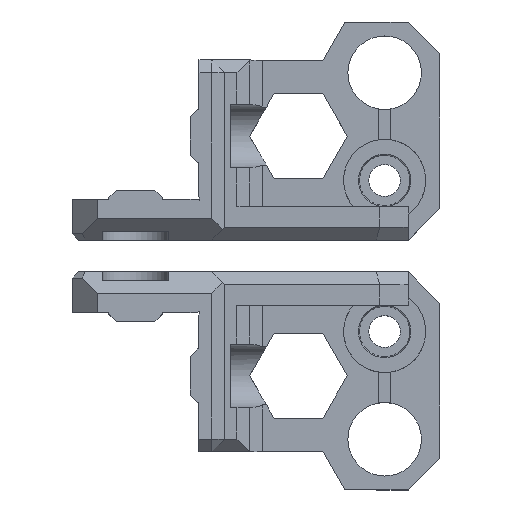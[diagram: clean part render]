
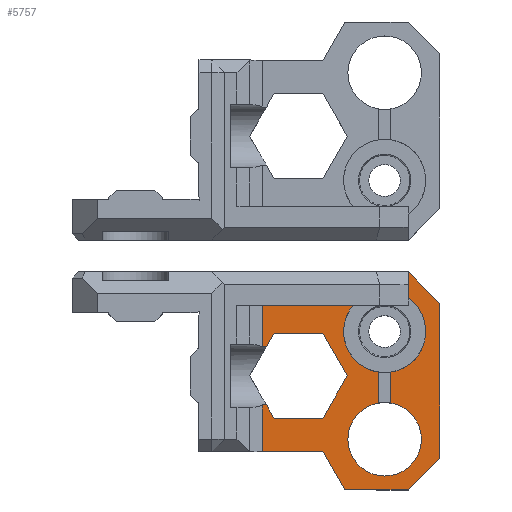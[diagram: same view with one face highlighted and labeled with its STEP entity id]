
A CAD part, top view. The second image highlights one B-rep face of the part: STEP entity #5757.
In plain terms, the highlighted face is planar.
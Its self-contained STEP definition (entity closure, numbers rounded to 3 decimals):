
#95=CIRCLE('',#6178,6.475);
#96=CIRCLE('',#6179,5.8);
#97=CIRCLE('',#6180,5.8);
#98=CIRCLE('',#6181,6.475);
#411=FACE_OUTER_BOUND('',#754,.T.);
#754=EDGE_LOOP('',(#4838,#4839,#4840,#4841,#4842,#4843,#4844,#4845,#4846,
#4847,#4848,#4849,#4850,#4851,#4852,#4853,#4854,#4855,#4856,#4857,#4858,
#4859,#4860,#4861));
#1376=LINE('',#9012,#2108);
#1378=LINE('',#9016,#2110);
#1380=LINE('',#9020,#2112);
#1439=LINE('',#9148,#2171);
#1445=LINE('',#9163,#2177);
#1446=LINE('',#9166,#2178);
#1447=LINE('',#9167,#2179);
#1448=LINE('',#9169,#2180);
#1449=LINE('',#9171,#2181);
#1450=LINE('',#9172,#2182);
#1451=LINE('',#9174,#2183);
#1452=LINE('',#9176,#2184);
#1453=LINE('',#9178,#2185);
#1454=LINE('',#9180,#2186);
#1455=LINE('',#9182,#2187);
#1456=LINE('',#9183,#2188);
#1457=LINE('',#9185,#2189);
#1458=LINE('',#9189,#2190);
#1459=LINE('',#9195,#2191);
#1460=LINE('',#9198,#2192);
#2108=VECTOR('',#7384,10.);
#2110=VECTOR('',#7388,10.);
#2112=VECTOR('',#7392,10.);
#2171=VECTOR('',#7489,10.);
#2177=VECTOR('',#7501,10.);
#2178=VECTOR('',#7504,10.);
#2179=VECTOR('',#7505,10.);
#2180=VECTOR('',#7506,10.);
#2181=VECTOR('',#7507,10.);
#2182=VECTOR('',#7508,10.);
#2183=VECTOR('',#7509,10.);
#2184=VECTOR('',#7510,10.);
#2185=VECTOR('',#7511,10.);
#2186=VECTOR('',#7512,10.);
#2187=VECTOR('',#7513,10.);
#2188=VECTOR('',#7514,10.);
#2189=VECTOR('',#7515,10.);
#2190=VECTOR('',#7518,10.);
#2191=VECTOR('',#7523,10.);
#2192=VECTOR('',#7526,10.);
#2674=VERTEX_POINT('',#9009);
#2675=VERTEX_POINT('',#9011);
#2676=VERTEX_POINT('',#9015);
#2677=VERTEX_POINT('',#9019);
#2693=VERTEX_POINT('',#9057);
#2724=VERTEX_POINT('',#9141);
#2727=VERTEX_POINT('',#9146);
#2731=VERTEX_POINT('',#9157);
#2733=VERTEX_POINT('',#9161);
#2734=VERTEX_POINT('',#9165);
#2735=VERTEX_POINT('',#9168);
#2736=VERTEX_POINT('',#9170);
#2737=VERTEX_POINT('',#9173);
#2738=VERTEX_POINT('',#9175);
#2739=VERTEX_POINT('',#9177);
#2740=VERTEX_POINT('',#9179);
#2741=VERTEX_POINT('',#9181);
#2742=VERTEX_POINT('',#9184);
#2743=VERTEX_POINT('',#9186);
#2744=VERTEX_POINT('',#9188);
#2745=VERTEX_POINT('',#9190);
#2746=VERTEX_POINT('',#9192);
#2747=VERTEX_POINT('',#9194);
#2748=VERTEX_POINT('',#9196);
#3384=EDGE_CURVE('',#2674,#2675,#1376,.T.);
#3386=EDGE_CURVE('',#2675,#2676,#1378,.T.);
#3388=EDGE_CURVE('',#2676,#2677,#1380,.T.);
#3452=EDGE_CURVE('',#2724,#2727,#1439,.T.);
#3459=EDGE_CURVE('',#2731,#2733,#1445,.T.);
#3460=EDGE_CURVE('',#2734,#2727,#1446,.T.);
#3461=EDGE_CURVE('',#2677,#2734,#1447,.T.);
#3462=EDGE_CURVE('',#2735,#2674,#1448,.T.);
#3463=EDGE_CURVE('',#2736,#2735,#1449,.T.);
#3464=EDGE_CURVE('',#2731,#2736,#1450,.T.);
#3465=EDGE_CURVE('',#2733,#2737,#1451,.T.);
#3466=EDGE_CURVE('',#2737,#2738,#1452,.T.);
#3467=EDGE_CURVE('',#2739,#2738,#1453,.T.);
#3468=EDGE_CURVE('',#2739,#2740,#1454,.T.);
#3469=EDGE_CURVE('',#2741,#2740,#1455,.T.);
#3470=EDGE_CURVE('',#2741,#2693,#1456,.T.);
#3471=EDGE_CURVE('',#2742,#2693,#1457,.T.);
#3472=EDGE_CURVE('',#2743,#2742,#95,.T.);
#3473=EDGE_CURVE('',#2744,#2743,#1458,.T.);
#3474=EDGE_CURVE('',#2745,#2744,#96,.T.);
#3475=EDGE_CURVE('',#2746,#2745,#97,.T.);
#3476=EDGE_CURVE('',#2747,#2746,#1459,.T.);
#3477=EDGE_CURVE('',#2748,#2747,#98,.T.);
#3478=EDGE_CURVE('',#2724,#2748,#1460,.T.);
#4838=ORIENTED_EDGE('',*,*,#3452,.T.);
#4839=ORIENTED_EDGE('',*,*,#3460,.F.);
#4840=ORIENTED_EDGE('',*,*,#3461,.F.);
#4841=ORIENTED_EDGE('',*,*,#3388,.F.);
#4842=ORIENTED_EDGE('',*,*,#3386,.F.);
#4843=ORIENTED_EDGE('',*,*,#3384,.F.);
#4844=ORIENTED_EDGE('',*,*,#3462,.F.);
#4845=ORIENTED_EDGE('',*,*,#3463,.F.);
#4846=ORIENTED_EDGE('',*,*,#3464,.F.);
#4847=ORIENTED_EDGE('',*,*,#3459,.T.);
#4848=ORIENTED_EDGE('',*,*,#3465,.T.);
#4849=ORIENTED_EDGE('',*,*,#3466,.T.);
#4850=ORIENTED_EDGE('',*,*,#3467,.F.);
#4851=ORIENTED_EDGE('',*,*,#3468,.T.);
#4852=ORIENTED_EDGE('',*,*,#3469,.F.);
#4853=ORIENTED_EDGE('',*,*,#3470,.T.);
#4854=ORIENTED_EDGE('',*,*,#3471,.F.);
#4855=ORIENTED_EDGE('',*,*,#3472,.F.);
#4856=ORIENTED_EDGE('',*,*,#3473,.F.);
#4857=ORIENTED_EDGE('',*,*,#3474,.F.);
#4858=ORIENTED_EDGE('',*,*,#3475,.F.);
#4859=ORIENTED_EDGE('',*,*,#3476,.F.);
#4860=ORIENTED_EDGE('',*,*,#3477,.F.);
#4861=ORIENTED_EDGE('',*,*,#3478,.F.);
#5436=PLANE('',#6177);
#5757=ADVANCED_FACE('',(#411),#5436,.F.);
#6177=AXIS2_PLACEMENT_3D('',#9164,#7502,#7503);
#6178=AXIS2_PLACEMENT_3D('',#9187,#7516,#7517);
#6179=AXIS2_PLACEMENT_3D('',#9191,#7519,#7520);
#6180=AXIS2_PLACEMENT_3D('',#9193,#7521,#7522);
#6181=AXIS2_PLACEMENT_3D('',#9197,#7524,#7525);
#7384=DIRECTION('',(0.5,-0.866,0.));
#7388=DIRECTION('',(-0.5,-0.866,0.));
#7392=DIRECTION('',(-1.,0.,0.));
#7489=DIRECTION('',(0.,1.,0.));
#7501=DIRECTION('',(0.,1.,0.));
#7502=DIRECTION('center_axis',(0.,0.,1.));
#7503=DIRECTION('ref_axis',(1.,0.,0.));
#7504=DIRECTION('',(-1.,0.,0.));
#7505=DIRECTION('',(-0.5,0.866,0.));
#7506=DIRECTION('',(1.,0.,0.));
#7507=DIRECTION('',(0.5,0.866,0.));
#7508=DIRECTION('',(1.,0.,0.));
#7509=DIRECTION('',(1.,0.,0.));
#7510=DIRECTION('',(0.5,0.866,0.));
#7511=DIRECTION('',(-1.,0.,0.));
#7512=DIRECTION('',(0.707,-0.707,0.));
#7513=DIRECTION('',(0.,1.,0.));
#7514=DIRECTION('',(-0.707,-0.707,0.));
#7515=DIRECTION('',(0.,-1.,0.));
#7516=DIRECTION('center_axis',(0.,0.,-1.));
#7517=DIRECTION('ref_axis',(1.,0.,0.));
#7518=DIRECTION('',(0.,-1.,0.));
#7519=DIRECTION('center_axis',(0.,0.,-1.));
#7520=DIRECTION('ref_axis',(1.,0.,0.));
#7521=DIRECTION('center_axis',(0.,0.,-1.));
#7522=DIRECTION('ref_axis',(1.,0.,0.));
#7523=DIRECTION('',(0.,1.,0.));
#7524=DIRECTION('center_axis',(0.,0.,-1.));
#7525=DIRECTION('ref_axis',(1.,0.,0.));
#7526=DIRECTION('',(1.,0.,0.));
#9009=CARTESIAN_POINT('',(-9.75,13.668,0.));
#9011=CARTESIAN_POINT('',(-5.9,7.,0.));
#9012=CARTESIAN_POINT('',(-5.9,7.,0.));
#9015=CARTESIAN_POINT('',(-9.75,0.332,0.));
#9016=CARTESIAN_POINT('',(-9.75,0.332,0.));
#9019=CARTESIAN_POINT('',(-17.45,0.332,0.));
#9020=CARTESIAN_POINT('',(-17.45,0.332,0.));
#9057=CARTESIAN_POINT('',(3.7,-9.425,0.));
#9141=CARTESIAN_POINT('',(-19.3,-4.125,0.));
#9146=CARTESIAN_POINT('',(-19.3,2.417,0.));
#9148=CARTESIAN_POINT('',(-19.3,1.831,0.));
#9157=CARTESIAN_POINT('',(-19.3,11.583,0.));
#9161=CARTESIAN_POINT('',(-19.3,19.,0.));
#9163=CARTESIAN_POINT('',(-19.3,1.831,0.));
#9164=CARTESIAN_POINT('Origin',(-20.3,7.788,0.));
#9165=CARTESIAN_POINT('',(-18.654,2.417,0.));
#9166=CARTESIAN_POINT('',(-21.3,2.417,0.));
#9167=CARTESIAN_POINT('',(-21.3,7.,0.));
#9168=CARTESIAN_POINT('',(-17.45,13.668,0.));
#9169=CARTESIAN_POINT('',(-9.75,13.668,0.));
#9170=CARTESIAN_POINT('',(-18.654,11.583,0.));
#9171=CARTESIAN_POINT('',(-17.45,13.668,0.));
#9172=CARTESIAN_POINT('',(-21.3,11.583,0.));
#9173=CARTESIAN_POINT('',(-9.75,19.,0.));
#9174=CARTESIAN_POINT('',(-29.3,19.,0.));
#9175=CARTESIAN_POINT('',(-6.286,25.,0.));
#9176=CARTESIAN_POINT('',(-9.75,19.,0.));
#9177=CARTESIAN_POINT('',(3.7,25.,0.));
#9178=CARTESIAN_POINT('',(8.7,25.,0.));
#9179=CARTESIAN_POINT('',(8.7,20.,0.));
#9180=CARTESIAN_POINT('',(3.253,25.447,0.));
#9181=CARTESIAN_POINT('',(8.7,-4.425,0.));
#9182=CARTESIAN_POINT('',(8.7,-9.425,0.));
#9183=CARTESIAN_POINT('',(3.253,-9.872,0.));
#9184=CARTESIAN_POINT('',(3.7,-5.314,0.));
#9185=CARTESIAN_POINT('',(3.7,-0.819,0.));
#9186=CARTESIAN_POINT('',(1.,6.397,0.));
#9187=CARTESIAN_POINT('Origin',(0.,0.,0.));
#9188=CARTESIAN_POINT('',(1.,11.287,0.));
#9189=CARTESIAN_POINT('',(1.,11.287,0.));
#9190=CARTESIAN_POINT('',(-5.8,17.,0.));
#9191=CARTESIAN_POINT('Origin',(0.,17.,0.));
#9192=CARTESIAN_POINT('',(-1.,11.287,0.));
#9193=CARTESIAN_POINT('Origin',(0.,17.,0.));
#9194=CARTESIAN_POINT('',(-1.,6.397,0.));
#9195=CARTESIAN_POINT('',(-1.,3.847,0.));
#9196=CARTESIAN_POINT('',(-4.991,-4.125,0.));
#9197=CARTESIAN_POINT('Origin',(0.,0.,0.));
#9198=CARTESIAN_POINT('',(-8.3,-4.125,0.));
